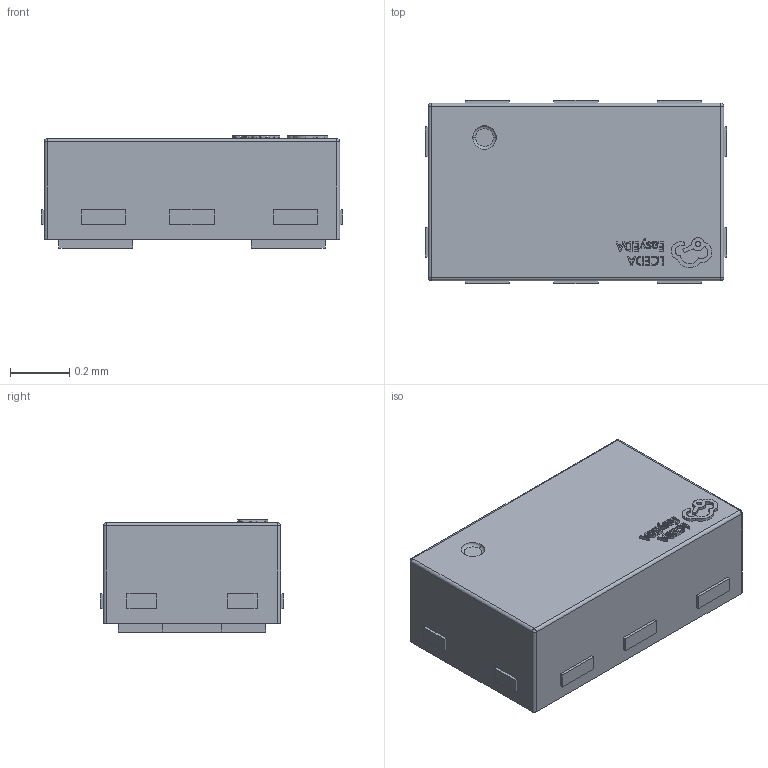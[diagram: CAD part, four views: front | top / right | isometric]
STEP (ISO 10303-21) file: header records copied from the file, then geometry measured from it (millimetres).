
FILE_DESCRIPTION (( 'STEP AP214' ), '1' );
FILE_NAME ('DFN1006-3L_L1.0-W0.6-H0.4-LS1.0-BR.step', '2022-06-30T13:38:11', ( '' ), ( '' ), 'SwSTEP 2.0', 'SolidWorks 2020', '' );
FILE_SCHEMA (( 'AUTOMOTIVE_DESIGN' ));
Length unit declared in the file: millimetre
Products named in the file (1): DFN1006-3L_L1.0-W0.6-H0.4-LS1.0-BR
Bounding box: 1.02 x 0.62 x 0.38 mm (x, y, z)
Volume: 0.2 mm3; surface area: 2.4 mm2
Topology: 1 solids, 1 shells, 369 faces, 973 edges, 642 vertices
Faces by surface type: plane 243, bspline 112, cylinder 8, sphere 4, torus 2
Entity records: 16534 total; most frequent: CARTESIAN_POINT 4085, ORIENTED_EDGE 1938, DIRECTION 1279, EDGE_CURVE 969, LINE 719, VECTOR 719, VERTEX_POINT 642, EDGE_LOOP 409
